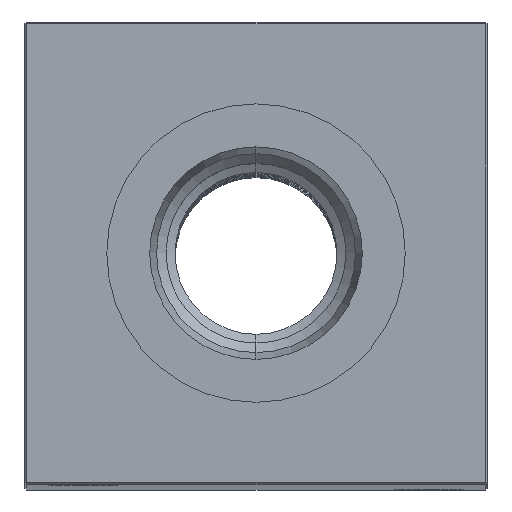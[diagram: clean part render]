
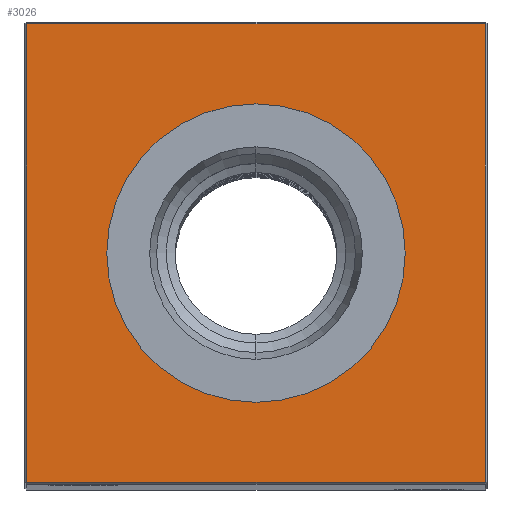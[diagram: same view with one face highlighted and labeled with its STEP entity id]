
A CAD part, top view. The second image highlights one B-rep face of the part: STEP entity #3026.
In plain terms, the highlighted planar face has unit normal (0, 0, 1).
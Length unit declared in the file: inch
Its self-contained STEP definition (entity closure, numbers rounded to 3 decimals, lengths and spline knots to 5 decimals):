
#370 = CARTESIAN_POINT ( 'NONE',  ( 0., 0.80709, 18. ) ) ;
#875 = EDGE_CURVE ( 'NONE', #4671, #5264, #7024, .T. ) ;
#1650 = VERTEX_POINT ( 'NONE', #370 ) ;
#2235 = AXIS2_PLACEMENT_3D ( 'NONE', #8808, #18340, #20514 ) ;
#2442 = EDGE_CURVE ( 'NONE', #18984, #1650, #29560, .T. ) ;
#3026 = ADVANCED_FACE ( 'NONE', ( #29980, #22712 ), #29833, .F. ) ;
#3297 = EDGE_CURVE ( 'NONE', #1650, #18984, #6200, .T. ) ;
#3443 = ORIENTED_EDGE ( 'NONE', *, *, #2442, .T. ) ;
#4219 = CARTESIAN_POINT ( 'NONE',  ( 0., 0., 18. ) ) ;
#4236 = VECTOR ( 'NONE', #4677, 39.37008 ) ;
#4671 = VERTEX_POINT ( 'NONE', #7777 ) ;
#4677 = DIRECTION ( 'NONE',  ( 1., 0., 0. ) ) ;
#5264 = VERTEX_POINT ( 'NONE', #22697 ) ;
#5589 = CARTESIAN_POINT ( 'NONE',  ( -1.24, 0., 18. ) ) ;
#5712 = AXIS2_PLACEMENT_3D ( 'NONE', #24455, #27227, #5889 ) ;
#5889 = DIRECTION ( 'NONE',  ( -1., 0., 0. ) ) ;
#6200 = CIRCLE ( 'NONE', #5712, 0.80709 ) ;
#6282 = LINE ( 'NONE', #13319, #29678 ) ;
#7024 = LINE ( 'NONE', #16549, #4236 ) ;
#7777 = CARTESIAN_POINT ( 'NONE',  ( -1.24, -1.24, 18. ) ) ;
#8182 = AXIS2_PLACEMENT_3D ( 'NONE', #4219, #18892, #28358 ) ;
#8597 = ORIENTED_EDGE ( 'NONE', *, *, #875, .T. ) ;
#8808 = CARTESIAN_POINT ( 'NONE',  ( 0., 0., 18. ) ) ;
#11343 = EDGE_LOOP ( 'NONE', ( #23472, #8597, #17075, #26282 ) ) ;
#12658 = CARTESIAN_POINT ( 'NONE',  ( -1.24, 1.24, 18. ) ) ;
#13319 = CARTESIAN_POINT ( 'NONE',  ( 0., 1.24, 18. ) ) ;
#14764 = ORIENTED_EDGE ( 'NONE', *, *, #3297, .T. ) ;
#15121 = DIRECTION ( 'NONE',  ( 0., -1., 0. ) ) ;
#16549 = CARTESIAN_POINT ( 'NONE',  ( 0., -1.24, 18. ) ) ;
#16629 = VERTEX_POINT ( 'NONE', #29268 ) ;
#17075 = ORIENTED_EDGE ( 'NONE', *, *, #27552, .T. ) ;
#17454 = LINE ( 'NONE', #5589, #27874 ) ;
#18340 = DIRECTION ( 'NONE',  ( 0., 0., -1. ) ) ;
#18892 = DIRECTION ( 'NONE',  ( 0., 0., -1. ) ) ;
#18984 = VERTEX_POINT ( 'NONE', #30466 ) ;
#20514 = DIRECTION ( 'NONE',  ( -1., 0., 0. ) ) ;
#22697 = CARTESIAN_POINT ( 'NONE',  ( 1.24, -1.24, 18. ) ) ;
#22712 = FACE_BOUND ( 'NONE', #26387, .T. ) ;
#22713 = EDGE_CURVE ( 'NONE', #16629, #27717, #6282, .T. ) ;
#22963 = CARTESIAN_POINT ( 'NONE',  ( 1.24, 0., 18. ) ) ;
#23472 = ORIENTED_EDGE ( 'NONE', *, *, #29316, .T. ) ;
#24455 = CARTESIAN_POINT ( 'NONE',  ( 0., 0., 18. ) ) ;
#24678 = DIRECTION ( 'NONE',  ( -1., 0., 0. ) ) ;
#24979 = DIRECTION ( 'NONE',  ( 0., 1., 0. ) ) ;
#25441 = LINE ( 'NONE', #22963, #29870 ) ;
#26282 = ORIENTED_EDGE ( 'NONE', *, *, #22713, .T. ) ;
#26387 = EDGE_LOOP ( 'NONE', ( #14764, #3443 ) ) ;
#27227 = DIRECTION ( 'NONE',  ( 0., 0., -1. ) ) ;
#27552 = EDGE_CURVE ( 'NONE', #5264, #16629, #25441, .T. ) ;
#27717 = VERTEX_POINT ( 'NONE', #12658 ) ;
#27874 = VECTOR ( 'NONE', #15121, 39.37008 ) ;
#28358 = DIRECTION ( 'NONE',  ( -1., 0., 0. ) ) ;
#29268 = CARTESIAN_POINT ( 'NONE',  ( 1.24, 1.24, 18. ) ) ;
#29316 = EDGE_CURVE ( 'NONE', #27717, #4671, #17454, .T. ) ;
#29560 = CIRCLE ( 'NONE', #8182, 0.80709 ) ;
#29678 = VECTOR ( 'NONE', #24678, 39.37008 ) ;
#29833 = PLANE ( 'NONE',  #2235 ) ;
#29870 = VECTOR ( 'NONE', #24979, 39.37008 ) ;
#29980 = FACE_OUTER_BOUND ( 'NONE', #11343, .T. ) ;
#30466 = CARTESIAN_POINT ( 'NONE',  ( 0., -0.80709, 18. ) ) ;
